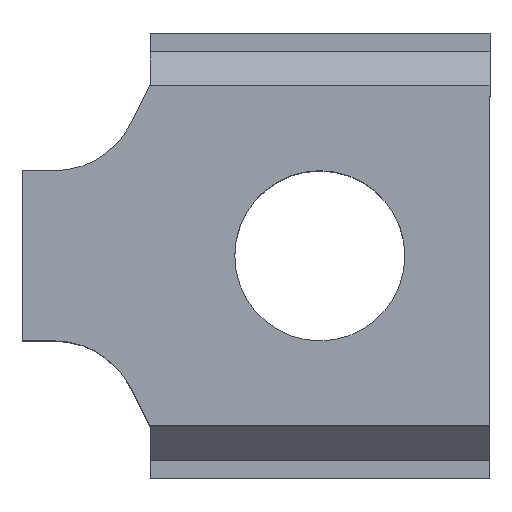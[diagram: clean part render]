
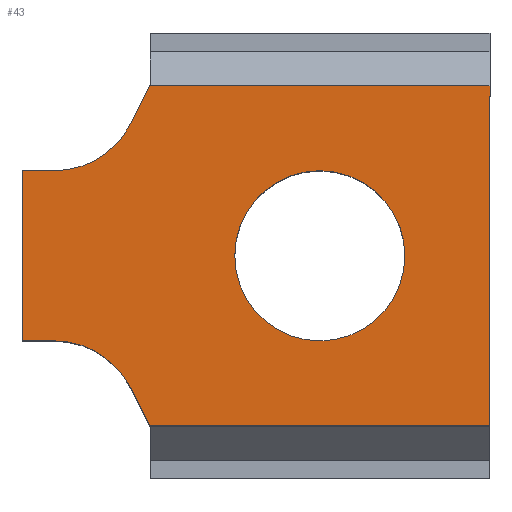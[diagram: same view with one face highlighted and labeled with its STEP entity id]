
A CAD part, top view. The second image highlights one B-rep face of the part: STEP entity #43.
In plain terms, the highlighted planar face has unit normal (0, 0, 1).
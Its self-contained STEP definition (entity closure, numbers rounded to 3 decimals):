
#19=FACE_BOUND('',#105,.F.);
#43=ADVANCED_FACE('',(#19,#74),#301,.T.);
#74=FACE_OUTER_BOUND('',#106,.F.);
#105=EDGE_LOOP('',(#190,#191));
#106=EDGE_LOOP('',(#192,#193,#194,#195,#196,#197,#198,#199,#200,#201));
#190=ORIENTED_EDGE('',*,*,#384,.T.);
#191=ORIENTED_EDGE('',*,*,#383,.T.);
#192=ORIENTED_EDGE('',*,*,#352,.F.);
#193=ORIENTED_EDGE('',*,*,#405,.T.);
#194=ORIENTED_EDGE('',*,*,#389,.T.);
#195=ORIENTED_EDGE('',*,*,#388,.T.);
#196=ORIENTED_EDGE('',*,*,#378,.T.);
#197=ORIENTED_EDGE('',*,*,#403,.T.);
#198=ORIENTED_EDGE('',*,*,#354,.F.);
#199=ORIENTED_EDGE('',*,*,#387,.T.);
#200=ORIENTED_EDGE('',*,*,#386,.T.);
#201=ORIENTED_EDGE('',*,*,#385,.T.);
#301=PLANE('',#665);
#325=CIRCLE('',#642,10.);
#326=CIRCLE('',#643,10.);
#329=CIRCLE('',#646,10.);
#331=CIRCLE('',#648,10.);
#352=EDGE_CURVE('',#593,#591,#432,.T.);
#354=EDGE_CURVE('',#588,#589,#434,.T.);
#378=EDGE_CURVE('',#563,#565,#458,.T.);
#383=EDGE_CURVE('',#562,#561,#325,.T.);
#384=EDGE_CURVE('',#561,#562,#326,.T.);
#385=EDGE_CURVE('',#560,#591,#461,.T.);
#386=EDGE_CURVE('',#559,#560,#462,.T.);
#387=EDGE_CURVE('',#588,#559,#463,.T.);
#388=EDGE_CURVE('',#558,#563,#464,.T.);
#389=EDGE_CURVE('',#567,#558,#465,.T.);
#403=EDGE_CURVE('',#565,#589,#329,.T.);
#405=EDGE_CURVE('',#593,#567,#331,.T.);
#432=LINE('',#922,#502);
#434=LINE('',#924,#504);
#458=LINE('',#948,#528);
#461=LINE('',#955,#531);
#462=LINE('',#956,#532);
#463=LINE('',#957,#533);
#464=LINE('',#958,#534);
#465=LINE('',#959,#535);
#502=VECTOR('',#708,5.);
#504=VECTOR('',#710,5.);
#528=VECTOR('',#734,3.82);
#531=VECTOR('',#745,40.);
#532=VECTOR('',#746,40.);
#533=VECTOR('',#747,40.);
#534=VECTOR('',#748,20.);
#535=VECTOR('',#749,3.82);
#558=VERTEX_POINT('',#852);
#559=VERTEX_POINT('',#853);
#560=VERTEX_POINT('',#854);
#561=VERTEX_POINT('',#855);
#562=VERTEX_POINT('',#856);
#563=VERTEX_POINT('',#857);
#565=VERTEX_POINT('',#859);
#567=VERTEX_POINT('',#861);
#588=VERTEX_POINT('',#882);
#589=VERTEX_POINT('',#883);
#591=VERTEX_POINT('',#885);
#593=VERTEX_POINT('',#887);
#642=AXIS2_PLACEMENT_3D('',#953,#741,#742);
#643=AXIS2_PLACEMENT_3D('',#954,#743,#744);
#646=AXIS2_PLACEMENT_3D('',#973,#765,#766);
#648=AXIS2_PLACEMENT_3D('',#975,#769,#770);
#665=AXIS2_PLACEMENT_3D('',#1000,#811,#812);
#708=DIRECTION('',(0.447,-0.894,0.));
#710=DIRECTION('',(-0.447,-0.894,0.));
#734=DIRECTION('',(1.,0.,0.));
#741=DIRECTION('',(0.,0.,1.));
#742=DIRECTION('',(-1.,0.,0.));
#743=DIRECTION('',(0.,0.,1.));
#744=DIRECTION('',(1.,0.,0.));
#745=DIRECTION('',(-1.,0.,0.));
#746=DIRECTION('',(0.,-1.,0.));
#747=DIRECTION('',(1.,0.,0.));
#748=DIRECTION('',(0.,1.,0.));
#749=DIRECTION('',(-1.,0.,0.));
#765=DIRECTION('',(0.,0.,1.));
#766=DIRECTION('',(0.,-1.,0.));
#769=DIRECTION('',(0.,0.,1.));
#770=DIRECTION('',(0.894,0.447,0.));
#811=DIRECTION('',(0.,0.,1.));
#812=DIRECTION('',(1.,0.,0.));
#852=CARTESIAN_POINT('',(-82.254,-53.772,75.977));
#853=CARTESIAN_POINT('',(-27.254,-23.772,75.977));
#854=CARTESIAN_POINT('',(-27.254,-63.772,75.977));
#855=CARTESIAN_POINT('',(-37.254,-43.772,75.977));
#856=CARTESIAN_POINT('',(-57.254,-43.772,75.977));
#857=CARTESIAN_POINT('',(-82.254,-33.772,75.977));
#859=CARTESIAN_POINT('',(-78.434,-33.772,75.977));
#861=CARTESIAN_POINT('',(-78.434,-53.772,75.977));
#882=CARTESIAN_POINT('',(-67.254,-23.772,75.977));
#883=CARTESIAN_POINT('',(-69.49,-28.245,75.977));
#885=CARTESIAN_POINT('',(-67.254,-63.772,75.977));
#887=CARTESIAN_POINT('',(-69.49,-59.3,75.977));
#922=CARTESIAN_POINT('',(-69.49,-59.3,75.977));
#924=CARTESIAN_POINT('',(-67.254,-23.772,75.977));
#948=CARTESIAN_POINT('',(-82.254,-33.772,75.977));
#953=CARTESIAN_POINT('',(-47.254,-43.772,75.977));
#954=CARTESIAN_POINT('',(-47.254,-43.772,75.977));
#955=CARTESIAN_POINT('',(-27.254,-63.772,75.977));
#956=CARTESIAN_POINT('',(-27.254,-23.772,75.977));
#957=CARTESIAN_POINT('',(-67.254,-23.772,75.977));
#958=CARTESIAN_POINT('',(-82.254,-53.772,75.977));
#959=CARTESIAN_POINT('',(-78.434,-53.772,75.977));
#973=CARTESIAN_POINT('',(-78.434,-23.772,75.977));
#975=CARTESIAN_POINT('',(-78.434,-63.772,75.977));
#1000=CARTESIAN_POINT('',(-82.804,-64.322,
75.977));
